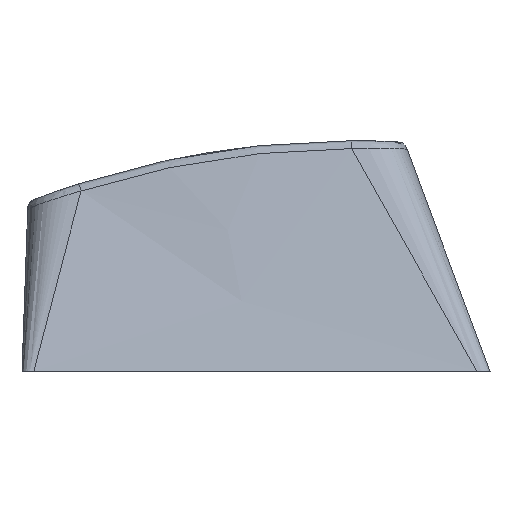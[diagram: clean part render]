
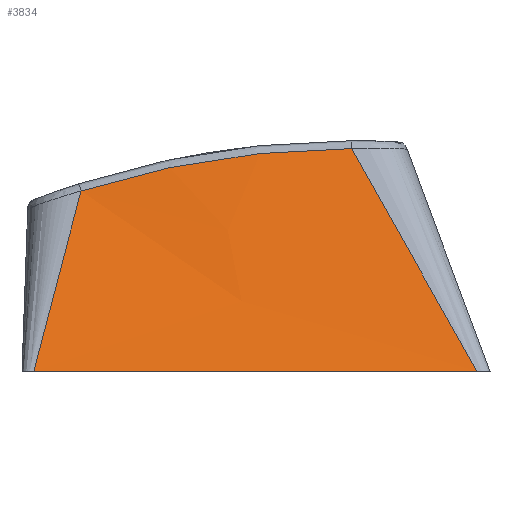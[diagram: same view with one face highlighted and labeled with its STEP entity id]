
A CAD part, left-side view. The second image highlights one B-rep face of the part: STEP entity #3834.
In plain terms, the highlighted free-form (B-spline) face has degree [3, 2] with [4, 3] control points.
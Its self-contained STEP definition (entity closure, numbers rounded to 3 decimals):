
#14=(
BOUNDED_SURFACE()
B_SPLINE_SURFACE(3,2,((#6250,#6251,#6252),(#6253,#6254,#6255),(#6256,#6257,
#6258),(#6259,#6260,#6261)),.UNSPECIFIED.,.F.,.F.,.F.)
B_SPLINE_SURFACE_WITH_KNOTS((4,4),(3,3),(0.,9.938),(-18.1,0.),
 .UNSPECIFIED.)
GEOMETRIC_REPRESENTATION_ITEM()
RATIONAL_B_SPLINE_SURFACE(((1.,0.977,1.),(1.,0.985,1.),(1.,
0.992,1.),(1.,1.,1.)))
REPRESENTATION_ITEM('')
SURFACE()
);
#112=B_SPLINE_CURVE_WITH_KNOTS('',3,(#6263,#6264,#6265,#6266,#6267,#6268,
#6269),.UNSPECIFIED.,.F.,.F.,(4,3,4),(0.019,0.24,8.103),
 .UNSPECIFIED.);
#113=B_SPLINE_CURVE_WITH_KNOTS('',3,(#6271,#6272,#6273,#6274),
 .UNSPECIFIED.,.F.,.F.,(4,4),(-0.442,10.007),
 .UNSPECIFIED.);
#114=B_SPLINE_CURVE_WITH_KNOTS('',3,(#6275,#6276,#6277,#6278,#6279,#6280,
#6281,#6282,#6283,#6284,#6285,#6286,#6287,#6288,#6289,#6290,#6291,#6292),
 .UNSPECIFIED.,.F.,.F.,(4,2,2,2,2,2,2,2,4),(-0.184,1.101,
2.353,3.654,4.955,6.396,7.848,
9.319,10.402),.UNSPECIFIED.);
#305=FACE_OUTER_BOUND('',#526,.T.);
#526=EDGE_LOOP('',(#2848,#2849,#2850,#2851));
#897=LINE('',#5859,#1311);
#1311=VECTOR('',#4699,10.);
#1713=VERTEX_POINT('',#5845);
#1714=VERTEX_POINT('',#5858);
#1742=VERTEX_POINT('',#6262);
#1743=VERTEX_POINT('',#6270);
#2138=EDGE_CURVE('',#1713,#1714,#897,.F.);
#2172=EDGE_CURVE('',#1742,#1714,#112,.F.);
#2173=EDGE_CURVE('',#1713,#1743,#113,.F.);
#2174=EDGE_CURVE('',#1743,#1742,#114,.F.);
#2848=ORIENTED_EDGE('',*,*,#2172,.T.);
#2849=ORIENTED_EDGE('',*,*,#2138,.F.);
#2850=ORIENTED_EDGE('',*,*,#2173,.T.);
#2851=ORIENTED_EDGE('',*,*,#2174,.T.);
#3834=ADVANCED_FACE('',(#305),#14,.T.);
#4699=DIRECTION('',(0.,-1.,0.));
#5845=CARTESIAN_POINT('',(46.3,1.121,0.));
#5858=CARTESIAN_POINT('',(46.3,18.263,0.));
#5859=CARTESIAN_POINT('',(46.3,18.263,0.));
#6250=CARTESIAN_POINT('Ctrl Pts',(49.325,18.488,6.551));
#6251=CARTESIAN_POINT('Ctrl Pts',(49.325,11.459,9.295));
#6252=CARTESIAN_POINT('Ctrl Pts',(49.325,3.926,8.861));
#6253=CARTESIAN_POINT('Ctrl Pts',(48.316,18.564,4.368));
#6254=CARTESIAN_POINT('Ctrl Pts',(48.301,10.852,6.148));
#6255=CARTESIAN_POINT('Ctrl Pts',(48.316,2.823,5.907));
#6256=CARTESIAN_POINT('Ctrl Pts',(47.308,18.64,2.184));
#6257=CARTESIAN_POINT('Ctrl Pts',(47.292,10.255,3.05));
#6258=CARTESIAN_POINT('Ctrl Pts',(47.308,1.72,2.954));
#6259=CARTESIAN_POINT('Ctrl Pts',(46.3,18.717,0.));
#6260=CARTESIAN_POINT('Ctrl Pts',(46.3,9.667,0.));
#6261=CARTESIAN_POINT('Ctrl Pts',(46.3,0.617,0.));
#6262=CARTESIAN_POINT('',(49.201,16.433,6.976));
#6263=CARTESIAN_POINT('Ctrl Pts',(46.3,18.263,0.));
#6264=CARTESIAN_POINT('Ctrl Pts',(46.329,18.246,0.064));
#6265=CARTESIAN_POINT('Ctrl Pts',(46.357,18.229,0.127));
#6266=CARTESIAN_POINT('Ctrl Pts',(46.386,18.212,0.191));
#6267=CARTESIAN_POINT('Ctrl Pts',(47.406,17.611,2.454));
#6268=CARTESIAN_POINT('Ctrl Pts',(48.348,17.018,4.715));
#6269=CARTESIAN_POINT('Ctrl Pts',(49.201,16.433,6.976));
#6270=CARTESIAN_POINT('',(49.221,5.971,8.612));
#6271=CARTESIAN_POINT('Ctrl Pts',(49.221,5.971,8.612));
#6272=CARTESIAN_POINT('Ctrl Pts',(48.245,4.35,5.737));
#6273=CARTESIAN_POINT('Ctrl Pts',(47.277,2.736,2.869));
#6274=CARTESIAN_POINT('Ctrl Pts',(46.3,1.121,0.));
#6275=CARTESIAN_POINT('Ctrl Pts',(49.201,16.433,6.976));
#6276=CARTESIAN_POINT('Ctrl Pts',(49.203,16.022,7.106));
#6277=CARTESIAN_POINT('Ctrl Pts',(49.205,15.61,7.229));
#6278=CARTESIAN_POINT('Ctrl Pts',(49.209,14.792,7.456));
#6279=CARTESIAN_POINT('Ctrl Pts',(49.21,14.386,7.561));
#6280=CARTESIAN_POINT('Ctrl Pts',(49.213,13.555,7.759));
#6281=CARTESIAN_POINT('Ctrl Pts',(49.214,13.129,7.853));
#6282=CARTESIAN_POINT('Ctrl Pts',(49.217,12.275,8.024));
#6283=CARTESIAN_POINT('Ctrl Pts',(49.217,11.846,8.101));
#6284=CARTESIAN_POINT('Ctrl Pts',(49.219,10.94,8.247));
#6285=CARTESIAN_POINT('Ctrl Pts',(49.22,10.462,8.314));
#6286=CARTESIAN_POINT('Ctrl Pts',(49.221,9.501,8.428));
#6287=CARTESIAN_POINT('Ctrl Pts',(49.221,9.017,8.475));
#6288=CARTESIAN_POINT('Ctrl Pts',(49.222,8.042,8.549));
#6289=CARTESIAN_POINT('Ctrl Pts',(49.222,7.55,8.576));
#6290=CARTESIAN_POINT('Ctrl Pts',(49.221,6.696,8.605));
#6291=CARTESIAN_POINT('Ctrl Pts',(49.221,6.333,8.611));
#6292=CARTESIAN_POINT('Ctrl Pts',(49.221,5.971,8.612));
